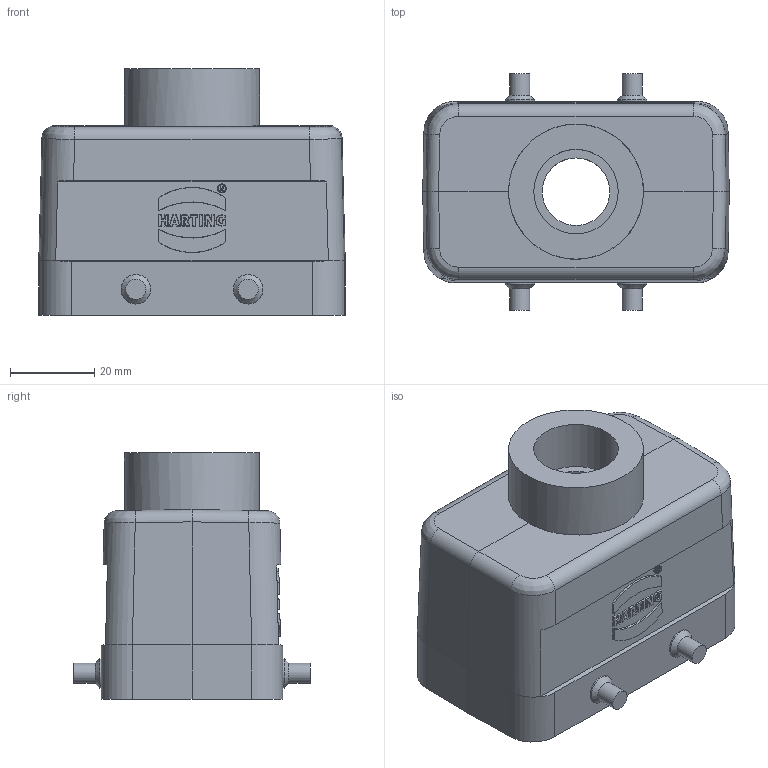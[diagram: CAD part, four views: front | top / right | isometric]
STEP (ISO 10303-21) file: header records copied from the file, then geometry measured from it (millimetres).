
FILE_DESCRIPTION(/* description */ (''),/* implementation_level */ '2;1');
FILE_NAME(/* name */ '100095317ugm000_g.stp',/* time_stamp */ '2019-11-07T09:55:25+01:00',/* author */ (''),/* organization */ (''),/* preprocessor_version */ 'ST-DEVELOPER v16.7',/* originating_system */ 'SIEMENS PLM Software NX 12.0',/* authorisation */ '');
FILE_SCHEMA (('AUTOMOTIVE_DESIGN { 1 0 10303 214 3 1 1 1 }'));
Length unit declared in the file: millimetre
Products named in the file (1): 100095317ugm000_g
Bounding box: 72.6 x 56 x 58.5 mm (x, y, z)
Volume: 48238.8 mm3; surface area: 26660.8 mm2
Topology: 1 solids, 1 shells, 207 faces, 529 edges, 351 vertices
Faces by surface type: plane 148, cylinder 37, bspline 16, cone 6
Full cylindrical faces by diameter (mm): 3 x4, 4.8 x4, 7 x4, 16 x1, 20 x1, 32 x1
Entity records: 7794 total; most frequent: CARTESIAN_POINT 2101, ORIENTED_EDGE 1000, DIRECTION 931, EDGE_CURVE 500, LINE 369, VECTOR 369, VERTEX_POINT 341, AXIS2_PLACEMENT_3D 281
